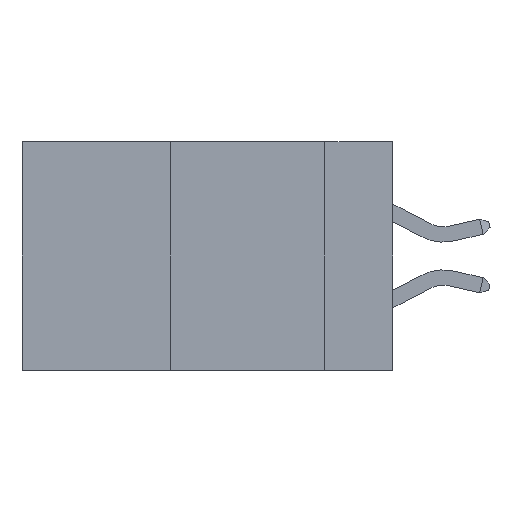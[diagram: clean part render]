
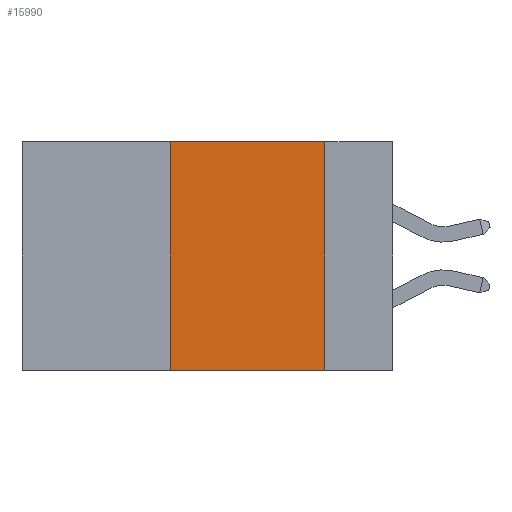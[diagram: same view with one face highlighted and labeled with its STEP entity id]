
A CAD part, left-side view. The second image highlights one B-rep face of the part: STEP entity #15990.
In plain terms, the highlighted planar face has unit normal (-1, 0, 0).
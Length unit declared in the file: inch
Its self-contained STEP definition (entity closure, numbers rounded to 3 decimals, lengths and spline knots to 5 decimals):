
#3 = LINE ( 'NONE', #10085, #16105 ) ;
#2117 = DIRECTION ( 'NONE',  ( 0., 0., -1. ) ) ;
#2236 = PLANE ( 'NONE',  #13427 ) ;
#3154 = EDGE_LOOP ( 'NONE', ( #11213, #15644, #8741, #5379 ) ) ;
#5061 = LINE ( 'NONE', #5351, #14529 ) ;
#5351 = CARTESIAN_POINT ( 'NONE',  ( 0., 0.11, 0. ) ) ;
#5379 = ORIENTED_EDGE ( 'NONE', *, *, #14985, .T. ) ;
#6348 = EDGE_CURVE ( 'NONE', #12464, #16903, #3, .T. ) ;
#7884 = CARTESIAN_POINT ( 'NONE',  ( 0., 0.6, -0.37 ) ) ;
#8741 = ORIENTED_EDGE ( 'NONE', *, *, #9148, .F. ) ;
#8992 = CARTESIAN_POINT ( 'NONE',  ( 0., 0.11, -0.37 ) ) ;
#9033 = DIRECTION ( 'NONE',  ( 0., 0., 1. ) ) ;
#9148 = EDGE_CURVE ( 'NONE', #13825, #12464, #10275, .T. ) ;
#9183 = DIRECTION ( 'NONE',  ( 0., -1., 0. ) ) ;
#10085 = CARTESIAN_POINT ( 'NONE',  ( 0., 0.6, 0. ) ) ;
#10275 = LINE ( 'NONE', #13000, #13358 ) ;
#11213 = ORIENTED_EDGE ( 'NONE', *, *, #13819, .F. ) ;
#11330 = DIRECTION ( 'NONE',  ( 0., -1., 0. ) ) ;
#11828 = FACE_OUTER_BOUND ( 'NONE', #3154, .T. ) ;
#12464 = VERTEX_POINT ( 'NONE', #15436 ) ;
#12742 = CARTESIAN_POINT ( 'NONE',  ( 0., 0.11, 0. ) ) ;
#13000 = CARTESIAN_POINT ( 'NONE',  ( 0., 0.36, 0. ) ) ;
#13358 = VECTOR ( 'NONE', #9033, 39.37008 ) ;
#13427 = AXIS2_PLACEMENT_3D ( 'NONE', #14865, #17634, #2117 ) ;
#13612 = DIRECTION ( 'NONE',  ( 0., 0., -1. ) ) ;
#13819 = EDGE_CURVE ( 'NONE', #16903, #16009, #5061, .T. ) ;
#13825 = VERTEX_POINT ( 'NONE', #17505 ) ;
#14529 = VECTOR ( 'NONE', #13612, 39.37008 ) ;
#14865 = CARTESIAN_POINT ( 'NONE',  ( 0., 0.6, 0. ) ) ;
#14985 = EDGE_CURVE ( 'NONE', #13825, #16009, #18239, .T. ) ;
#15436 = CARTESIAN_POINT ( 'NONE',  ( 0., 0.36, 0. ) ) ;
#15644 = ORIENTED_EDGE ( 'NONE', *, *, #6348, .F. ) ;
#15990 = ADVANCED_FACE ( 'NONE', ( #11828 ), #2236, .F. ) ;
#16009 = VERTEX_POINT ( 'NONE', #8992 ) ;
#16105 = VECTOR ( 'NONE', #11330, 39.37008 ) ;
#16903 = VERTEX_POINT ( 'NONE', #12742 ) ;
#17344 = VECTOR ( 'NONE', #9183, 39.37008 ) ;
#17505 = CARTESIAN_POINT ( 'NONE',  ( 0., 0.36, -0.37 ) ) ;
#17634 = DIRECTION ( 'NONE',  ( 1., 0., 0. ) ) ;
#18239 = LINE ( 'NONE', #7884, #17344 ) ;
